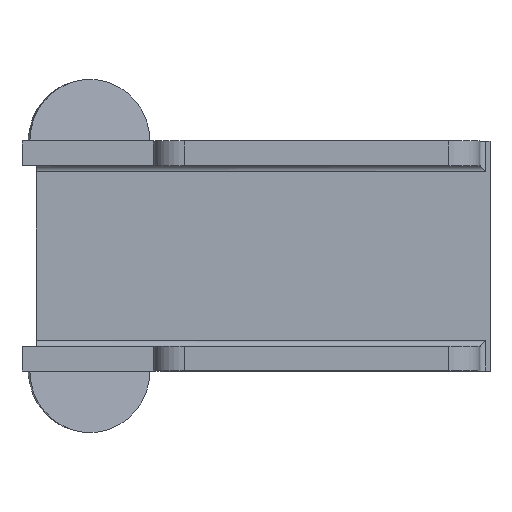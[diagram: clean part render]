
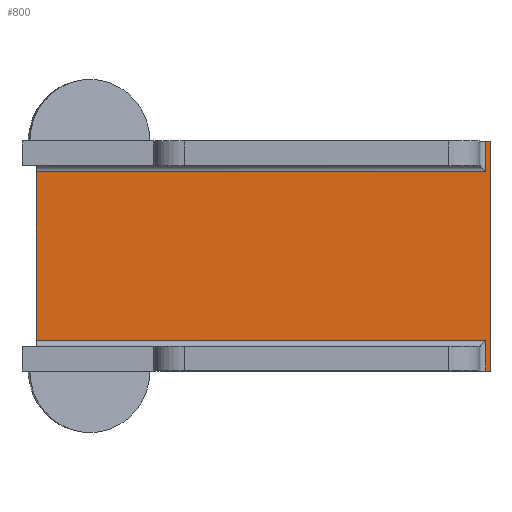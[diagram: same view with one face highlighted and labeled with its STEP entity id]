
A CAD part, top view. The second image highlights one B-rep face of the part: STEP entity #800.
In plain terms, the highlighted planar face has unit normal (0, 0, 1).
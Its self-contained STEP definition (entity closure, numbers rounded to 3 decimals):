
#53=PLANE('',#898);
#70=LINE('',#1198,#142);
#74=LINE('',#1222,#146);
#87=LINE('',#1270,#159);
#104=LINE('',#1310,#176);
#105=LINE('',#1313,#177);
#111=LINE('',#1333,#183);
#112=LINE('',#1336,#184);
#125=LINE('',#1372,#197);
#142=VECTOR('',#951,10.);
#146=VECTOR('',#975,10.);
#159=VECTOR('',#1018,10.);
#176=VECTOR('',#1057,10.);
#177=VECTOR('',#1062,10.);
#183=VECTOR('',#1082,10.);
#184=VECTOR('',#1087,10.);
#197=VECTOR('',#1136,10.);
#254=FACE_OUTER_BOUND('',#305,.T.);
#305=EDGE_LOOP('',(#744,#745,#746,#747,#748,#749,#750,#751));
#365=VERTEX_POINT('',#1195);
#366=VERTEX_POINT('',#1197);
#375=VERTEX_POINT('',#1219);
#376=VERTEX_POINT('',#1221);
#395=VERTEX_POINT('',#1267);
#396=VERTEX_POINT('',#1269);
#408=VERTEX_POINT('',#1309);
#415=VERTEX_POINT('',#1332);
#444=EDGE_CURVE('',#365,#366,#70,.T.);
#455=EDGE_CURVE('',#375,#376,#74,.T.);
#480=EDGE_CURVE('',#396,#395,#87,.T.);
#501=EDGE_CURVE('',#366,#408,#104,.T.);
#503=EDGE_CURVE('',#408,#375,#105,.T.);
#513=EDGE_CURVE('',#396,#415,#111,.T.);
#515=EDGE_CURVE('',#415,#365,#112,.T.);
#532=EDGE_CURVE('',#395,#376,#125,.T.);
#744=ORIENTED_EDGE('',*,*,#501,.F.);
#745=ORIENTED_EDGE('',*,*,#444,.F.);
#746=ORIENTED_EDGE('',*,*,#515,.F.);
#747=ORIENTED_EDGE('',*,*,#513,.F.);
#748=ORIENTED_EDGE('',*,*,#480,.T.);
#749=ORIENTED_EDGE('',*,*,#532,.T.);
#750=ORIENTED_EDGE('',*,*,#455,.F.);
#751=ORIENTED_EDGE('',*,*,#503,.F.);
#800=ADVANCED_FACE('',(#254),#53,.T.);
#898=AXIS2_PLACEMENT_3D('',#1373,#1137,#1138);
#951=DIRECTION('',(0.,1.,0.));
#975=DIRECTION('',(1.,0.,0.));
#1018=DIRECTION('',(1.,0.,0.));
#1057=DIRECTION('',(1.,0.,0.));
#1062=DIRECTION('',(0.,1.,0.));
#1082=DIRECTION('',(0.,1.,0.));
#1087=DIRECTION('',(-1.,0.,0.));
#1136=DIRECTION('',(0.,1.,0.));
#1137=DIRECTION('center_axis',(0.,0.,1.));
#1138=DIRECTION('ref_axis',(1.,0.,0.));
#1195=CARTESIAN_POINT('',(-100.41,-20.5,-13.75));
#1197=CARTESIAN_POINT('',(-100.41,20.5,-13.75));
#1198=CARTESIAN_POINT('',(-100.41,0.,-13.75));
#1219=CARTESIAN_POINT('',(9.,28.,-13.75));
#1221=CARTESIAN_POINT('',(10.,28.,-13.75));
#1222=CARTESIAN_POINT('',(7.5,28.,-13.75));
#1267=CARTESIAN_POINT('',(10.,-28.,-13.75));
#1269=CARTESIAN_POINT('',(9.,-28.,-13.75));
#1270=CARTESIAN_POINT('',(7.5,-28.,-13.75));
#1309=CARTESIAN_POINT('',(9.,20.5,-13.75));
#1310=CARTESIAN_POINT('',(-11.728,20.5,-13.75));
#1313=CARTESIAN_POINT('',(9.,22.,-13.75));
#1332=CARTESIAN_POINT('',(9.,-20.5,-13.75));
#1333=CARTESIAN_POINT('',(9.,0.,-13.75));
#1336=CARTESIAN_POINT('',(-11.728,-20.5,-13.75));
#1372=CARTESIAN_POINT('',(10.,22.,-13.75));
#1373=CARTESIAN_POINT('Origin',(7.5,22.,-13.75));
